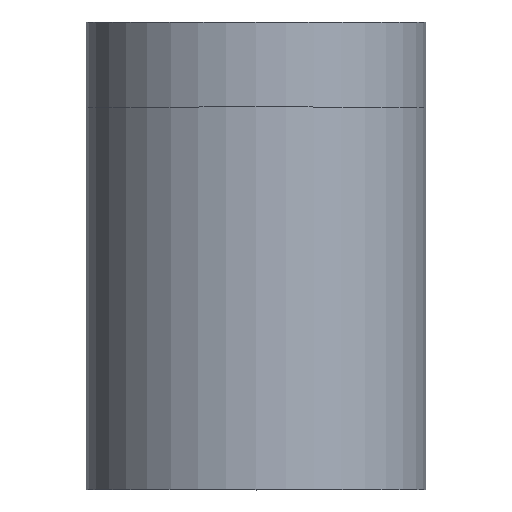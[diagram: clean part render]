
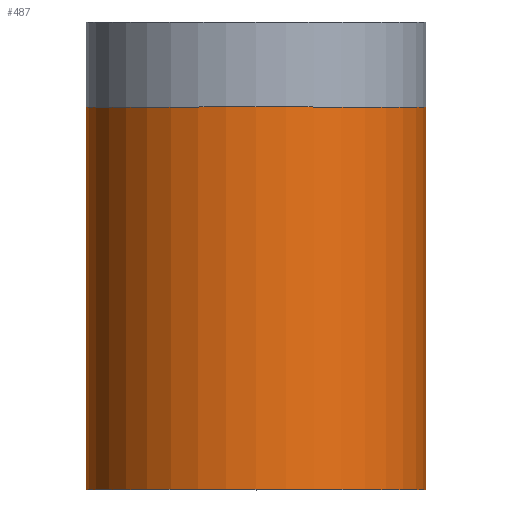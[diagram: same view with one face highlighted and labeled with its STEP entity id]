
A CAD part, top view. The second image highlights one B-rep face of the part: STEP entity #487.
In plain terms, the highlighted cylindrical face has radius 20 mm (diameter 40 mm), a partial arc.
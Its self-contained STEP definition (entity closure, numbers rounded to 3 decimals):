
#124=CARTESIAN_POINT('',(0.,45.,0.));
#125=DIRECTION('',(0.,-1.,0.));
#126=DIRECTION('',(1.,0.,0.));
#127=AXIS2_PLACEMENT_3D('',#124,#125,#126);
#133=DIRECTION('',(0.,1.,0.));
#134=VECTOR('',#133,45.);
#135=CARTESIAN_POINT('',(20.,0.,0.));
#136=LINE('',#135,#134);
#137=CARTESIAN_POINT('',(0.,0.,0.));
#138=DIRECTION('',(0.,-1.,0.));
#139=DIRECTION('',(1.,0.,0.));
#140=AXIS2_PLACEMENT_3D('',#137,#138,#139);
#142=DIRECTION('',(0.,1.,0.));
#143=VECTOR('',#142,45.);
#144=CARTESIAN_POINT('',(-20.,0.,0.));
#145=LINE('',#144,#143);
#185=CARTESIAN_POINT('',(20.,0.,0.));
#186=CARTESIAN_POINT('',(20.,45.,0.));
#187=VERTEX_POINT('',#185);
#188=VERTEX_POINT('',#186);
#207=CARTESIAN_POINT('',(-20.,0.,0.));
#208=CARTESIAN_POINT('',(-20.,45.,0.));
#209=VERTEX_POINT('',#207);
#210=VERTEX_POINT('',#208);
#473=CARTESIAN_POINT('',(0.,-2.75,0.));
#474=DIRECTION('',(0.,1.,0.));
#475=DIRECTION('',(1.,0.,0.));
#476=AXIS2_PLACEMENT_3D('',#473,#474,#475);
#477=CYLINDRICAL_SURFACE('',#476,20.);
#479=ORIENTED_EDGE('',*,*,#478,.F.);
#481=ORIENTED_EDGE('',*,*,#480,.T.);
#483=ORIENTED_EDGE('',*,*,#482,.T.);
#484=ORIENTED_EDGE('',*,*,#466,.F.);
#485=EDGE_LOOP('',(#479,#481,#483,#484));
#486=FACE_OUTER_BOUND('',#485,.F.);
#487=ADVANCED_FACE('',(#486),#477,.T.);
#128=CIRCLE('',#127,20.);
#141=CIRCLE('',#140,20.);
#466=EDGE_CURVE('',#188,#210,#128,.T.);
#478=EDGE_CURVE('',#187,#188,#136,.T.);
#480=EDGE_CURVE('',#187,#209,#141,.T.);
#482=EDGE_CURVE('',#209,#210,#145,.T.);
